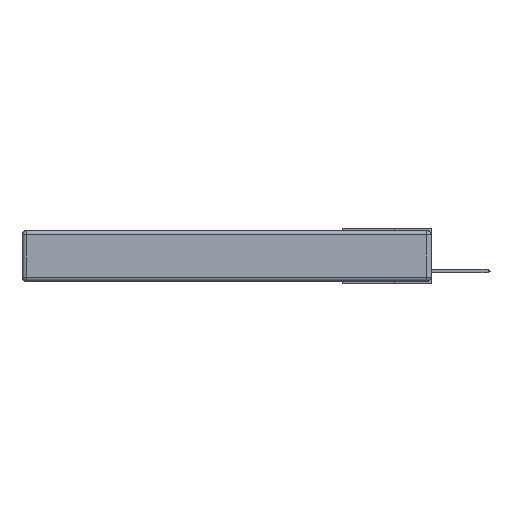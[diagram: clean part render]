
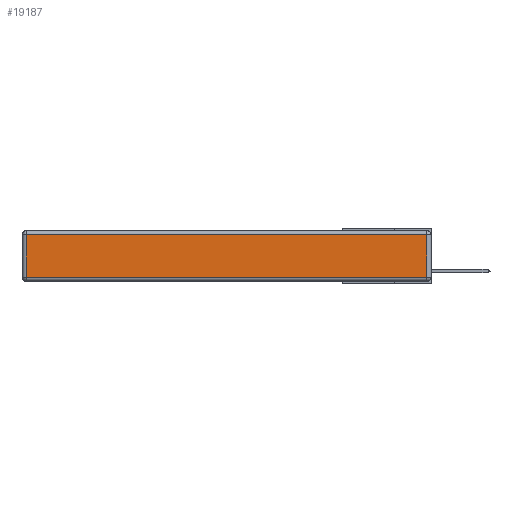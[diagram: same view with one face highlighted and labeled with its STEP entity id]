
A CAD part, left-side view. The second image highlights one B-rep face of the part: STEP entity #19187.
In plain terms, the highlighted planar face has unit normal (-1, 0, 0).
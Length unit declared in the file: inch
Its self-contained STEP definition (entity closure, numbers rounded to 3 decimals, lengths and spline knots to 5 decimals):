
#76 = CARTESIAN_POINT ( 'NONE',  ( 0., 0., -0.313 ) ) ;
#401 = VECTOR ( 'NONE', #9314, 39.37008 ) ;
#1070 = ORIENTED_EDGE ( 'NONE', *, *, #2136, .T. ) ;
#1491 = VERTEX_POINT ( 'NONE', #21109 ) ;
#1781 = LINE ( 'NONE', #5775, #2931 ) ;
#1938 = DIRECTION ( 'NONE',  ( 0., 0., -1. ) ) ;
#2136 = EDGE_CURVE ( 'NONE', #5049, #1491, #21169, .T. ) ;
#2931 = VECTOR ( 'NONE', #1938, 39.37008 ) ;
#3650 = CARTESIAN_POINT ( 'NONE',  ( 0., 0.03, -0.343 ) ) ;
#5049 = VERTEX_POINT ( 'NONE', #19412 ) ;
#5370 = AXIS2_PLACEMENT_3D ( 'NONE', #13640, #11528, #22774 ) ;
#5775 = CARTESIAN_POINT ( 'NONE',  ( 0., 2.72, -0.343 ) ) ;
#6580 = VECTOR ( 'NONE', #11146, 39.37008 ) ;
#7529 = VERTEX_POINT ( 'NONE', #19345 ) ;
#9253 = CARTESIAN_POINT ( 'NONE',  ( 0., 2.75, -0.03 ) ) ;
#9314 = DIRECTION ( 'NONE',  ( 0., 0., 1. ) ) ;
#11146 = DIRECTION ( 'NONE',  ( 0., 1., 0. ) ) ;
#11528 = DIRECTION ( 'NONE',  ( -1., 0., 0. ) ) ;
#12115 = CARTESIAN_POINT ( 'NONE',  ( 0., 0.03, -0.313 ) ) ;
#12913 = EDGE_CURVE ( 'NONE', #16169, #5049, #18544, .T. ) ;
#13640 = CARTESIAN_POINT ( 'NONE',  ( 0., 0., -0.343 ) ) ;
#14644 = VECTOR ( 'NONE', #15157, 39.37008 ) ;
#15157 = DIRECTION ( 'NONE',  ( 0., -1., 0. ) ) ;
#16169 = VERTEX_POINT ( 'NONE', #12115 ) ;
#18014 = EDGE_CURVE ( 'NONE', #1491, #7529, #1781, .T. ) ;
#18088 = EDGE_CURVE ( 'NONE', #7529, #16169, #23081, .T. ) ;
#18544 = LINE ( 'NONE', #3650, #401 ) ;
#18580 = ORIENTED_EDGE ( 'NONE', *, *, #12913, .T. ) ;
#18983 = ORIENTED_EDGE ( 'NONE', *, *, #18088, .T. ) ;
#19187 = ADVANCED_FACE ( 'NONE', ( #24198 ), #22611, .T. ) ;
#19345 = CARTESIAN_POINT ( 'NONE',  ( 0., 2.72, -0.313 ) ) ;
#19412 = CARTESIAN_POINT ( 'NONE',  ( 0., 0.03, -0.03 ) ) ;
#20237 = EDGE_LOOP ( 'NONE', ( #18983, #18580, #1070, #21298 ) ) ;
#21109 = CARTESIAN_POINT ( 'NONE',  ( 0., 2.72, -0.03 ) ) ;
#21169 = LINE ( 'NONE', #9253, #6580 ) ;
#21298 = ORIENTED_EDGE ( 'NONE', *, *, #18014, .T. ) ;
#22611 = PLANE ( 'NONE',  #5370 ) ;
#22774 = DIRECTION ( 'NONE',  ( 0., 0., 1. ) ) ;
#23081 = LINE ( 'NONE', #76, #14644 ) ;
#24198 = FACE_OUTER_BOUND ( 'NONE', #20237, .T. ) ;
